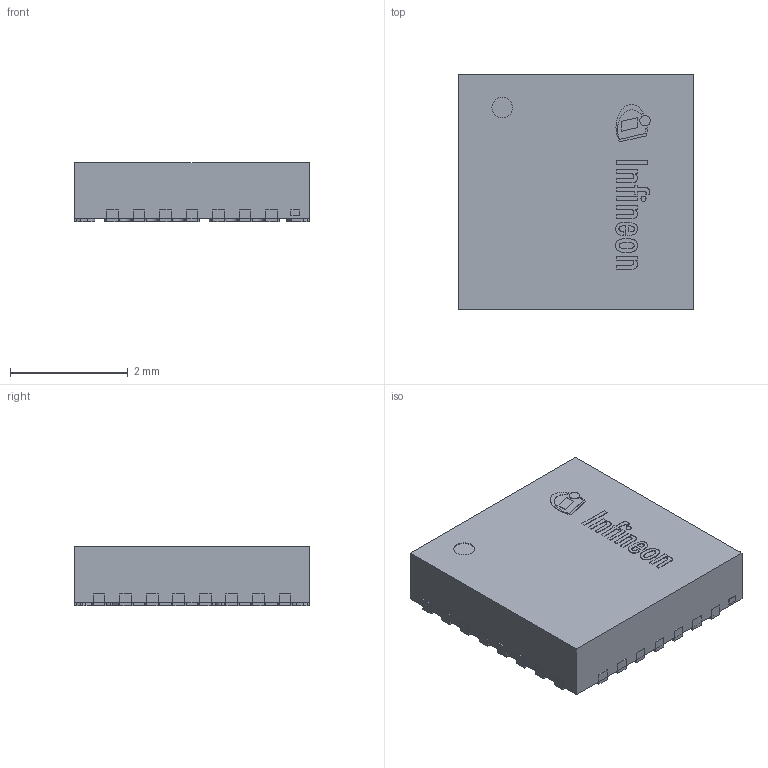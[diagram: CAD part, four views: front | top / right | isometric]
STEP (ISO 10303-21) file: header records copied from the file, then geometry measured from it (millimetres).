
FILE_DESCRIPTION(/* description */ (''),/* implementation_level */ '2;1');
FILE_NAME(/* name */ 'PG-IQFN-30-2_Z8B00180432_V02_3D.stp',/* time_stamp */ '2023-09-04T16:20:30+06:00',/* author */ ('janartha'),/* organization */ (''),/* preprocessor_version */ 'ST-DEVELOPER v16.13',/* originating_system */ 'AutoCAD Mechanical',/* authorisation */ '');
FILE_SCHEMA (('AUTOMOTIVE_DESIGN { 1 0 10303 214 3 1 1 }'));
Length unit declared in the file: millimetre
Products named in the file (1): Product
Bounding box: 4 x 4 x 1.01 mm (x, y, z)
Surface area: 74.7 mm2
Topology: 36 solids, 36 shells, 547 faces, 1423 edges, 949 vertices
Faces by surface type: plane 385, cylinder 162
Full cylindrical faces by diameter (mm): 0.085 x1, 0.176 x1, 0.35 x2
Entity records: 16694 total; most frequent: CARTESIAN_POINT 2914, DIRECTION 2838, ORIENTED_EDGE 2836, EDGE_CURVE 1418, LINE 1094, VECTOR 1094, VERTEX_POINT 948, AXIS2_PLACEMENT_3D 872
